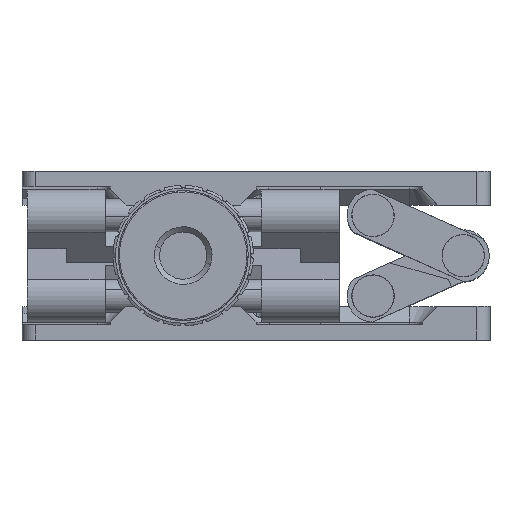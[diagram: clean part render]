
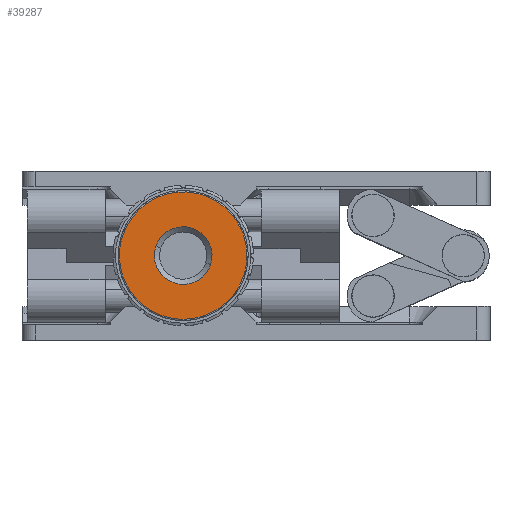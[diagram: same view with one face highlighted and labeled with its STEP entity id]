
A CAD part, top view. The second image highlights one B-rep face of the part: STEP entity #39287.
In plain terms, the highlighted planar face has unit normal (0, 0, 1).
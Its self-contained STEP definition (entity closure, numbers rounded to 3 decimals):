
#56 = CARTESIAN_POINT ( 'NONE',  ( -33.55, 15.592, 97. ) ) ;
#255 = PLANE ( 'NONE',  #6294 ) ;
#354 = CARTESIAN_POINT ( 'NONE',  ( 10.561, 71.414, 97. ) ) ;
#1502 = CARTESIAN_POINT ( 'NONE',  ( -4.722, 24.859, 97. ) ) ;
#2518 = ORIENTED_EDGE ( 'NONE', *, *, #62530, .T. ) ;
#3501 = CARTESIAN_POINT ( 'NONE',  ( -38.538, 35.959, 97. ) ) ;
#5820 = ORIENTED_EDGE ( 'NONE', *, *, #22436, .F. ) ;
#6085 = CARTESIAN_POINT ( 'NONE',  ( -35.995, 86.697, 97. ) ) ;
#6279 = EDGE_CURVE ( 'NONE', #42606, #30255, #30462, .T. ) ;
#6294 = AXIS2_PLACEMENT_3D ( 'NONE', #56, #49162, #24718 ) ;
#6616 = ORIENTED_EDGE ( 'NONE', *, *, #6279, .F. ) ;
#6823 = CARTESIAN_POINT ( 'NONE',  ( -66.561, -6.414, 97. ) ) ;
#7380 = CIRCLE ( 'NONE', #61297, 11.091 ) ;
#12766 = CARTESIAN_POINT ( 'NONE',  ( -28., 32.5, 97. ) ) ;
#14267 = DIRECTION ( 'NONE',  ( 0., 0., -1. ) ) ;
#17073 = EDGE_CURVE ( 'NONE', #38871, #38386, #7380, .T. ) ;
#18187 = CIRCLE ( 'NONE', #52921, 11.091 ) ;
#19025 = ORIENTED_EDGE ( 'NONE', *, *, #17073, .T. ) ;
#22436 = EDGE_CURVE ( 'NONE', #30255, #42606, #33801, .T. ) ;
#23319 = FACE_OUTER_BOUND ( 'NONE', #24279, .T. ) ;
#24279 = EDGE_LOOP ( 'NONE', ( #5820, #6616 ) ) ;
#24369 = CARTESIAN_POINT ( 'NONE',  ( -51.278, 40.141, 97. ) ) ;
#24718 = DIRECTION ( 'NONE',  ( -0.95, 0.312, 0. ) ) ;
#30255 = VERTEX_POINT ( 'NONE', #31669 ) ;
#30462 =( BOUNDED_CURVE ( )  B_SPLINE_CURVE ( 3, ( #59291, #6085, #354, #53972 ),
 .UNSPECIFIED., .F., .F. ) 
 B_SPLINE_CURVE_WITH_KNOTS ( ( 4, 4 ),
 ( 0.25, 0.75 ),
 .UNSPECIFIED. ) 
 CURVE ( )  GEOMETRIC_REPRESENTATION_ITEM ( )  RATIONAL_B_SPLINE_CURVE ( ( 1., 0.333, 0.333, 1. ) ) 
 REPRESENTATION_ITEM ( '' )  );
#31669 = CARTESIAN_POINT ( 'NONE',  ( -4.722, 24.859, 97. ) ) ;
#33801 =( BOUNDED_CURVE ( )  B_SPLINE_CURVE ( 3, ( #1502, #59637, #6823, #55536 ),
 .UNSPECIFIED., .F., .F. ) 
 B_SPLINE_CURVE_WITH_KNOTS ( ( 4, 4 ),
 ( 0.75, 1.25 ),
 .UNSPECIFIED. ) 
 CURVE ( )  GEOMETRIC_REPRESENTATION_ITEM ( )  RATIONAL_B_SPLINE_CURVE ( ( 1., 0.333, 0.333, 1. ) ) 
 REPRESENTATION_ITEM ( '' )  );
#37885 = CARTESIAN_POINT ( 'NONE',  ( -17.462, 29.041, 97. ) ) ;
#38386 = VERTEX_POINT ( 'NONE', #37885 ) ;
#38871 = VERTEX_POINT ( 'NONE', #3501 ) ;
#39287 = ADVANCED_FACE ( 'NONE', ( #59860, #23319 ), #255, .T. ) ;
#42606 = VERTEX_POINT ( 'NONE', #24369 ) ;
#43436 = DIRECTION ( 'NONE',  ( -0.95, 0.312, 0. ) ) ;
#43438 = CARTESIAN_POINT ( 'NONE',  ( -28., 32.5, 97. ) ) ;
#48766 = EDGE_LOOP ( 'NONE', ( #19025, #2518 ) ) ;
#49162 = DIRECTION ( 'NONE',  ( 0., 0., 1. ) ) ;
#51524 = DIRECTION ( 'NONE',  ( 0., 0., -1. ) ) ;
#52921 = AXIS2_PLACEMENT_3D ( 'NONE', #12766, #51524, #43436 ) ;
#53972 = CARTESIAN_POINT ( 'NONE',  ( -4.722, 24.859, 97. ) ) ;
#55536 = CARTESIAN_POINT ( 'NONE',  ( -51.278, 40.141, 97. ) ) ;
#59291 = CARTESIAN_POINT ( 'NONE',  ( -51.278, 40.141, 97. ) ) ;
#59637 = CARTESIAN_POINT ( 'NONE',  ( -20.005, -21.697, 97. ) ) ;
#59860 = FACE_BOUND ( 'NONE', #48766, .T. ) ;
#61297 = AXIS2_PLACEMENT_3D ( 'NONE', #43438, #14267, #63061 ) ;
#62530 = EDGE_CURVE ( 'NONE', #38386, #38871, #18187, .T. ) ;
#63061 = DIRECTION ( 'NONE',  ( -0.95, 0.312, 0. ) ) ;
